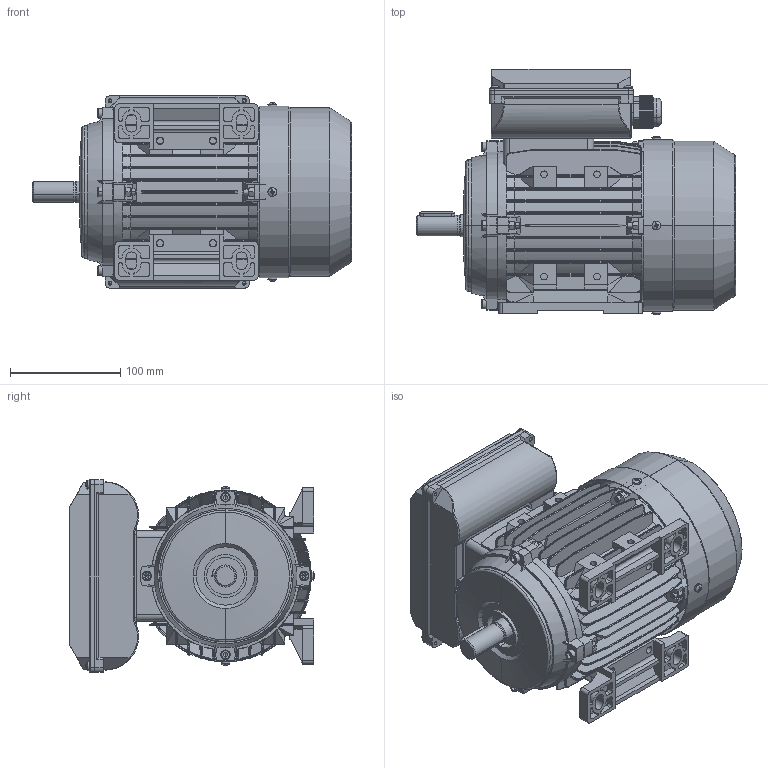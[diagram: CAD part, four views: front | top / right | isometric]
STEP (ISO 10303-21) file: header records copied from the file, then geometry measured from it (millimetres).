
FILE_DESCRIPTION (( 'STEP AP203' ), '1' );
FILE_NAME ('ML80 B3.STEP', '2015-01-12T05:19:39', ( 'USER' ), ( 'MS' ), 'SwSTEP 2.0', 'SolidWorks 2008', '' );
FILE_SCHEMA (( 'CONFIG_CONTROL_DESIGN' ));
Products named in the file (14): 80转轴_默认; 风叶_默认; Hexagon socket head cap screws GB_GB_FASTENER_SCREWS_HSHCS M5X30-N; ML80-ML90接线盒座(铝)_默认; ML80-ML90接线盒盖(铝)_默认; ML80 B3; 80机壳_默认; 80 B3前盖_默认; 80后盖_默认; 80风罩_默认; 底脚_默认; 80-100出线螺套_默认; Hexagon nuts grade C GB_GB_FASTENER_NUT_SNC1 M5-N; Cross recessed thread forming screws GB_GB_CROSS_SCREWS_TYPE138 M4X10-N
Assembly tree (35 placements, depth 2):
  ML80 B3
    Cross recessed thread forming screws GB_GB_CROSS_SCREWS_TYPE138 M4X10-N  x8
    Hexagon socket head cap screws GB_GB_FASTENER_SCREWS_HSHCS M5X30-N  x8
    Hexagon nuts grade C GB_GB_FASTENER_NUT_SNC1 M5-N  x8
    80 B3前盖_默认
    风叶_默认
    80风罩_默认
    80-100出线螺套_默认
    80转轴_默认
    80机壳_默认
    底脚_默认  x2
    ML80-ML90接线盒盖(铝)_默认
    80后盖_默认
    ML80-ML90接线盒座(铝)_默认
Bounding box: 290 x 223.12 x 175 mm (x, y, z)
Volume: 1032489.7 mm3; surface area: 694276.4 mm2
Topology: 35 solids, 35 shells, 3616 faces, 9307 edges, 5806 vertices
Faces by surface type: plane 2052, cylinder 1025, cone 198, bspline 126, sphere 124, torus 91
Entity records: 99595 total; most frequent: CARTESIAN_POINT 24881, ORIENTED_EDGE 15654, DIRECTION 14427, EDGE_CURVE 7827, VECTOR 4951, LINE 4951, VERTEX_POINT 4901, AXIS2_PLACEMENT_3D 4738
